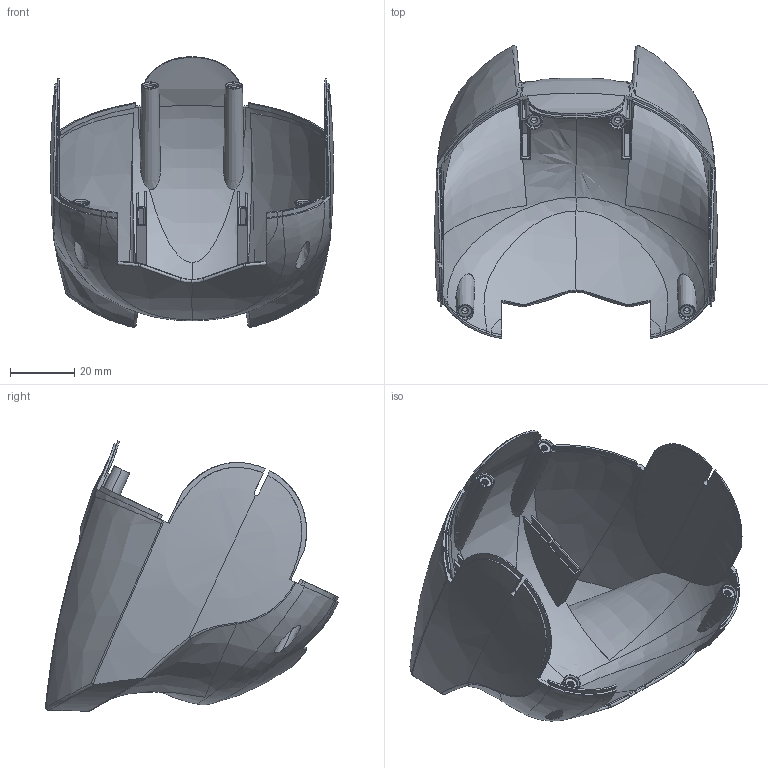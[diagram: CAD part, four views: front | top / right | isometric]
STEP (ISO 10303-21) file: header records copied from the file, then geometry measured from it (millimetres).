
FILE_DESCRIPTION((''),'2;1');
FILE_NAME('PR13_B_CVR_HEAD_B','2012-01-20T',('wook jang'),(''),'PRO/ENGINEER BY PARAMETRIC TECHNOLOGY CORPORATION, 2009060','PRO/ENGINEER BY PARAMETRIC TECHNOLOGY CORPORATION, 2009060','');
FILE_SCHEMA(('AUTOMOTIVE_DESIGN_CC06 { 1 0 10303 214 -2 1 8 1 }'));
Length unit declared in the file: millimetre
Products named in the file (1): PR13_B_CVR_HEAD_B
Bounding box: 87.98 x 91 x 84.05 mm (x, y, z)
Volume: 27892.3 mm3; surface area: 44077 mm2
Topology: 1 solids, 1 shells, 280 faces, 742 edges, 464 vertices
Faces by surface type: bspline 84, plane 82, cylinder 36, extrusion 28, cone 22, sphere 18, revolution 6, torus 4
Entity records: 19845 total; most frequent: CARTESIAN_POINT 11069, ORIENTED_EDGE 1468, DIRECTION 952, PRESENTATION_STYLE_ASSIGNMENT 788, STYLED_ITEM 741, CURVE_STYLE 740, EDGE_CURVE 734, VERTEX_POINT 464
